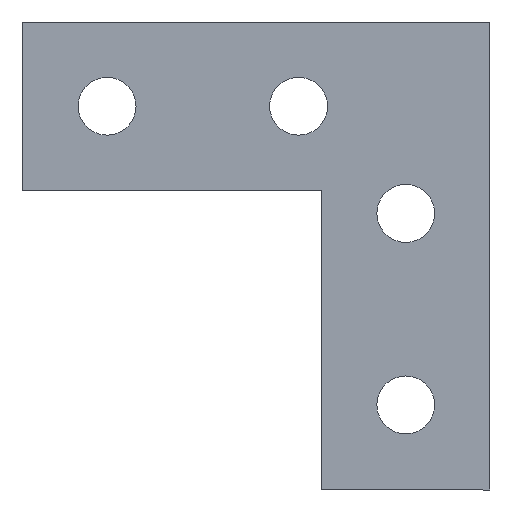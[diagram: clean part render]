
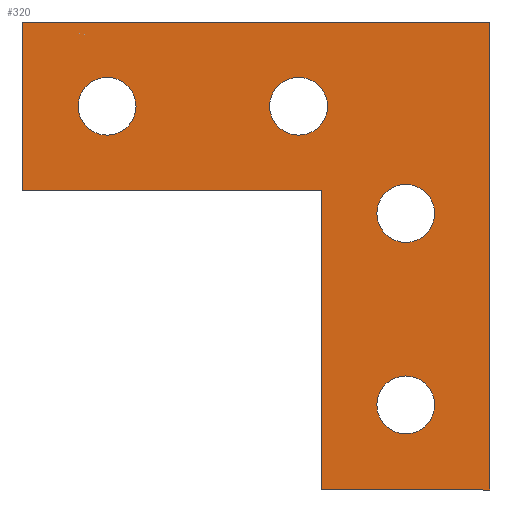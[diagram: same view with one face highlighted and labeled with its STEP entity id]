
A CAD part, front view. The second image highlights one B-rep face of the part: STEP entity #320.
In plain terms, the highlighted planar face has unit normal (0, -1, 0).
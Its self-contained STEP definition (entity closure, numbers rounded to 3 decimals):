
#26 = AXIS2_PLACEMENT_3D ( 'NONE', #175, #179, #169 ) ;
#35 = EDGE_CURVE ( 'NONE', #324, #594, #483, .T. ) ;
#37 = EDGE_CURVE ( 'NONE', #592, #593, #481, .T. ) ;
#40 = EDGE_CURVE ( 'NONE', #341, #331, #482, .T. ) ;
#47 = AXIS2_PLACEMENT_3D ( 'NONE', #224, #223, #221 ) ;
#48 = AXIS2_PLACEMENT_3D ( 'NONE', #230, #229, #228 ) ;
#54 = AXIS2_PLACEMENT_3D ( 'NONE', #188, #184, #181 ) ;
#56 = AXIS2_PLACEMENT_3D ( 'NONE', #226, #222, #217 ) ;
#57 = AXIS2_PLACEMENT_3D ( 'NONE', #255, #244, #251 ) ;
#59 = AXIS2_PLACEMENT_3D ( 'NONE', #273, #272, #269 ) ;
#61 = AXIS2_PLACEMENT_3D ( 'NONE', #294, #292, #291 ) ;
#62 = AXIS2_PLACEMENT_3D ( 'NONE', #305, #303, #287 ) ;
#63 = EDGE_CURVE ( 'NONE', #594, #324, #473, .T. ) ;
#65 = EDGE_CURVE ( 'NONE', #345, #339, #475, .T. ) ;
#68 = EDGE_CURVE ( 'NONE', #593, #592, #468, .T. ) ;
#72 = EDGE_CURVE ( 'NONE', #328, #335, #463, .T. ) ;
#76 = EDGE_CURVE ( 'NONE', #335, #337, #452, .T. ) ;
#79 = EDGE_CURVE ( 'NONE', #337, #336, #446, .T. ) ;
#82 = EDGE_CURVE ( 'NONE', #336, #376, #440, .T. ) ;
#85 = EDGE_CURVE ( 'NONE', #376, #334, #434, .T. ) ;
#88 = EDGE_CURVE ( 'NONE', #334, #328, #428, .T. ) ;
#94 = EDGE_CURVE ( 'NONE', #331, #341, #419, .T. ) ;
#96 = EDGE_CURVE ( 'NONE', #339, #345, #417, .T. ) ;
#119 = DIRECTION ( 'NONE',  ( 0., 0., 1. ) ) ;
#126 = CARTESIAN_POINT ( 'NONE',  ( 9.9, 0., -28.6 ) ) ;
#129 = CARTESIAN_POINT ( 'NONE',  ( 9.9, 0., -6.1 ) ) ;
#130 = CARTESIAN_POINT ( 'NONE',  ( 0., 0., -35.2 ) ) ;
#131 = CARTESIAN_POINT ( 'NONE',  ( 9.9, 0., -21.8 ) ) ;
#132 = CARTESIAN_POINT ( 'NONE',  ( -2.7, 0., 6.5 ) ) ;
#136 = CARTESIAN_POINT ( 'NONE',  ( -25.2, 0., 6.5 ) ) ;
#138 = CARTESIAN_POINT ( 'NONE',  ( -2.7, 0., 13.3 ) ) ;
#139 = CARTESIAN_POINT ( 'NONE',  ( 19.8, 0., 19.8 ) ) ;
#140 = CARTESIAN_POINT ( 'NONE',  ( 19.8, 0., -35.2 ) ) ;
#141 = CARTESIAN_POINT ( 'NONE',  ( -35.2, 0., 19.8 ) ) ;
#142 = CARTESIAN_POINT ( 'NONE',  ( 0., 0., 0. ) ) ;
#146 = CARTESIAN_POINT ( 'NONE',  ( -35.2, 0., 0. ) ) ;
#150 = CARTESIAN_POINT ( 'NONE',  ( -25.2, 0., 13.3 ) ) ;
#154 = CARTESIAN_POINT ( 'NONE',  ( 9.9, 0., 0.7 ) ) ;
#167 = CARTESIAN_POINT ( 'NONE',  ( -35.2, 0., 19.8 ) ) ;
#169 = DIRECTION ( 'NONE',  ( 0., 0., -1. ) ) ;
#172 = PLANE ( 'NONE',  #26 ) ;
#175 = CARTESIAN_POINT ( 'NONE',  ( 0., 0., 0. ) ) ;
#179 = DIRECTION ( 'NONE',  ( 0., -1., 0. ) ) ;
#181 = DIRECTION ( 'NONE',  ( 0., 0., 1. ) ) ;
#184 = DIRECTION ( 'NONE',  ( 0., 1., 0. ) ) ;
#188 = CARTESIAN_POINT ( 'NONE',  ( 9.9, 0., -25.2 ) ) ;
#217 = DIRECTION ( 'NONE',  ( 0., 0., 1. ) ) ;
#221 = DIRECTION ( 'NONE',  ( 0., 0., 1. ) ) ;
#222 = DIRECTION ( 'NONE',  ( 0., 1., 0. ) ) ;
#223 = DIRECTION ( 'NONE',  ( 0., 1., 0. ) ) ;
#224 = CARTESIAN_POINT ( 'NONE',  ( -2.7, 0., 9.9 ) ) ;
#226 = CARTESIAN_POINT ( 'NONE',  ( -2.7, 0., 9.9 ) ) ;
#228 = DIRECTION ( 'NONE',  ( 0., 0., 1. ) ) ;
#229 = DIRECTION ( 'NONE',  ( 0., 1., 0. ) ) ;
#230 = CARTESIAN_POINT ( 'NONE',  ( -25.2, 0., 9.9 ) ) ;
#244 = DIRECTION ( 'NONE',  ( 0., 1., 0. ) ) ;
#251 = DIRECTION ( 'NONE',  ( 0., 0., 1. ) ) ;
#254 = DIRECTION ( 'NONE',  ( -1., 0., 0. ) ) ;
#255 = CARTESIAN_POINT ( 'NONE',  ( 9.9, 0., -2.7 ) ) ;
#256 = CARTESIAN_POINT ( 'NONE',  ( -35.2, 0., 0. ) ) ;
#266 = DIRECTION ( 'NONE',  ( 0., 0., 1. ) ) ;
#267 = CARTESIAN_POINT ( 'NONE',  ( 0., 0., 0. ) ) ;
#269 = DIRECTION ( 'NONE',  ( 0., 0., 1. ) ) ;
#272 = DIRECTION ( 'NONE',  ( 0., 1., 0. ) ) ;
#273 = CARTESIAN_POINT ( 'NONE',  ( -25.2, 0., 9.9 ) ) ;
#276 = DIRECTION ( 'NONE',  ( -1., 0., 0. ) ) ;
#277 = CARTESIAN_POINT ( 'NONE',  ( 0., 0., -35.2 ) ) ;
#284 = DIRECTION ( 'NONE',  ( 0., 0., -1. ) ) ;
#286 = CARTESIAN_POINT ( 'NONE',  ( 19.8, 0., -35.2 ) ) ;
#287 = DIRECTION ( 'NONE',  ( 0., 0., 1. ) ) ;
#291 = DIRECTION ( 'NONE',  ( 0., 0., 1. ) ) ;
#292 = DIRECTION ( 'NONE',  ( 0., 1., 0. ) ) ;
#294 = CARTESIAN_POINT ( 'NONE',  ( 9.9, 0., -25.2 ) ) ;
#296 = DIRECTION ( 'NONE',  ( 1., 0., 0. ) ) ;
#297 = CARTESIAN_POINT ( 'NONE',  ( 19.8, 0., 19.8 ) ) ;
#303 = DIRECTION ( 'NONE',  ( 0., 1., 0. ) ) ;
#305 = CARTESIAN_POINT ( 'NONE',  ( 9.9, 0., -2.7 ) ) ;
#320 = ADVANCED_FACE ( 'NONE', ( #396, #388, #390, #389, #392 ), #172, .T. ) ;
#324 = VERTEX_POINT ( 'NONE', #154 ) ;
#328 = VERTEX_POINT ( 'NONE', #146 ) ;
#331 = VERTEX_POINT ( 'NONE', #150 ) ;
#334 = VERTEX_POINT ( 'NONE', #142 ) ;
#335 = VERTEX_POINT ( 'NONE', #141 ) ;
#336 = VERTEX_POINT ( 'NONE', #140 ) ;
#337 = VERTEX_POINT ( 'NONE', #139 ) ;
#339 = VERTEX_POINT ( 'NONE', #138 ) ;
#341 = VERTEX_POINT ( 'NONE', #136 ) ;
#345 = VERTEX_POINT ( 'NONE', #132 ) ;
#376 = VERTEX_POINT ( 'NONE', #130 ) ;
#388 = FACE_BOUND ( 'NONE', #556, .T. ) ;
#389 = FACE_BOUND ( 'NONE', #555, .T. ) ;
#390 = FACE_BOUND ( 'NONE', #557, .T. ) ;
#392 = FACE_OUTER_BOUND ( 'NONE', #558, .T. ) ;
#396 = FACE_BOUND ( 'NONE', #549, .T. ) ;
#417 = CIRCLE ( 'NONE', #47, 3.4 ) ;
#419 = CIRCLE ( 'NONE', #48, 3.4 ) ;
#425 = VECTOR ( 'NONE', #254, 1000. ) ;
#428 = LINE ( 'NONE', #256, #425 ) ;
#431 = VECTOR ( 'NONE', #266, 1000. ) ;
#434 = LINE ( 'NONE', #267, #431 ) ;
#437 = VECTOR ( 'NONE', #276, 1000. ) ;
#440 = LINE ( 'NONE', #277, #437 ) ;
#443 = VECTOR ( 'NONE', #284, 1000. ) ;
#446 = LINE ( 'NONE', #286, #443 ) ;
#449 = VECTOR ( 'NONE', #296, 1000. ) ;
#452 = LINE ( 'NONE', #297, #449 ) ;
#457 = VECTOR ( 'NONE', #119, 1000. ) ;
#463 = LINE ( 'NONE', #167, #457 ) ;
#468 = CIRCLE ( 'NONE', #54, 3.4 ) ;
#473 = CIRCLE ( 'NONE', #57, 3.4 ) ;
#475 = CIRCLE ( 'NONE', #56, 3.4 ) ;
#481 = CIRCLE ( 'NONE', #61, 3.4 ) ;
#482 = CIRCLE ( 'NONE', #59, 3.4 ) ;
#483 = CIRCLE ( 'NONE', #62, 3.4 ) ;
#505 = ORIENTED_EDGE ( 'NONE', *, *, #94, .T. ) ;
#506 = ORIENTED_EDGE ( 'NONE', *, *, #40, .T. ) ;
#507 = ORIENTED_EDGE ( 'NONE', *, *, #96, .T. ) ;
#508 = ORIENTED_EDGE ( 'NONE', *, *, #65, .T. ) ;
#509 = ORIENTED_EDGE ( 'NONE', *, *, #35, .T. ) ;
#510 = ORIENTED_EDGE ( 'NONE', *, *, #63, .T. ) ;
#511 = ORIENTED_EDGE ( 'NONE', *, *, #37, .T. ) ;
#512 = ORIENTED_EDGE ( 'NONE', *, *, #68, .T. ) ;
#513 = ORIENTED_EDGE ( 'NONE', *, *, #72, .F. ) ;
#514 = ORIENTED_EDGE ( 'NONE', *, *, #88, .F. ) ;
#515 = ORIENTED_EDGE ( 'NONE', *, *, #85, .F. ) ;
#516 = ORIENTED_EDGE ( 'NONE', *, *, #82, .F. ) ;
#517 = ORIENTED_EDGE ( 'NONE', *, *, #79, .F. ) ;
#518 = ORIENTED_EDGE ( 'NONE', *, *, #76, .F. ) ;
#549 = EDGE_LOOP ( 'NONE', ( #505, #506 ) ) ;
#555 = EDGE_LOOP ( 'NONE', ( #511, #512 ) ) ;
#556 = EDGE_LOOP ( 'NONE', ( #507, #508 ) ) ;
#557 = EDGE_LOOP ( 'NONE', ( #509, #510 ) ) ;
#558 = EDGE_LOOP ( 'NONE', ( #513, #514, #515, #516, #517, #518 ) ) ;
#592 = VERTEX_POINT ( 'NONE', #131 ) ;
#593 = VERTEX_POINT ( 'NONE', #126 ) ;
#594 = VERTEX_POINT ( 'NONE', #129 ) ;
